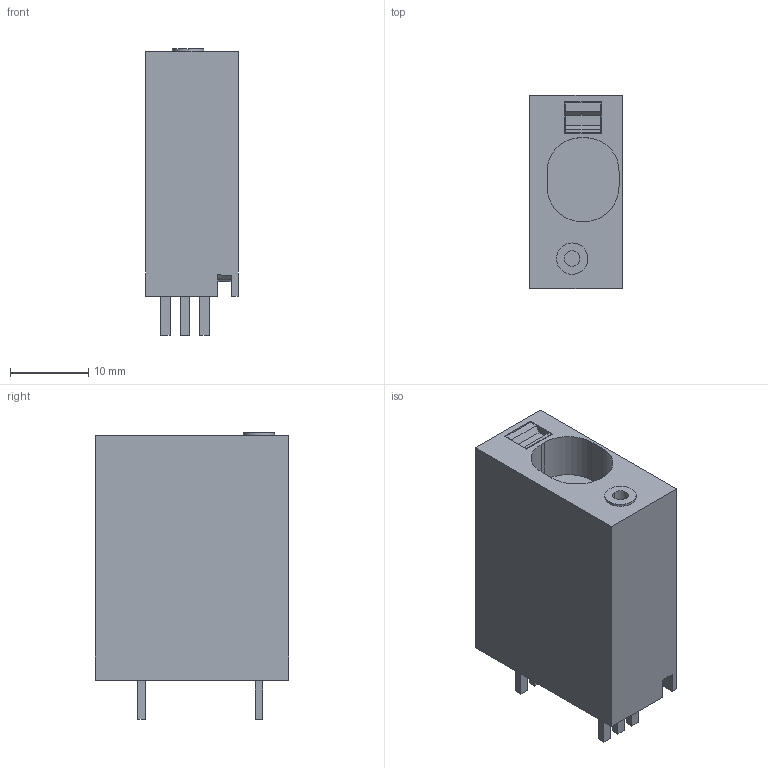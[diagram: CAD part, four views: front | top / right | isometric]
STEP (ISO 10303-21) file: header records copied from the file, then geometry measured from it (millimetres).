
FILE_DESCRIPTION(('CATIA V5 STEP Exchange','CAx-IF Rec.Pracs.--- Model Styling and Organization---1.2---2011-12-15'),'2;1');
FILE_NAME ('D1462828_0_2491810000_2491810000.stp','2018-03-29T09:23:19+00:00',('none'),('Weidmueller'),'CATIA Version 5-6 Release 2014','CATIA V5 STEP AP214','none');
FILE_SCHEMA(('AUTOMOTIVE_DESIGN { 1 0 10303 214 1 1 1 1 }'));
Length unit declared in the file: millimetre
Products named in the file (1): 2491810000
Bounding box: 11.8 x 24.7 x 36.6 mm (x, y, z)
Volume: 8091 mm3; surface area: 4065.3 mm2
Topology: 4 solids, 4 shells, 110 faces, 291 edges, 194 vertices
Faces by surface type: plane 93, cylinder 10, extrusion 7
Entity records: 3482 total; most frequent: CARTESIAN_POINT 722, ORIENTED_EDGE 582, DIRECTION 459, EDGE_CURVE 291, VECTOR 264, LINE 257, VERTEX_POINT 194, EDGE_LOOP 115
